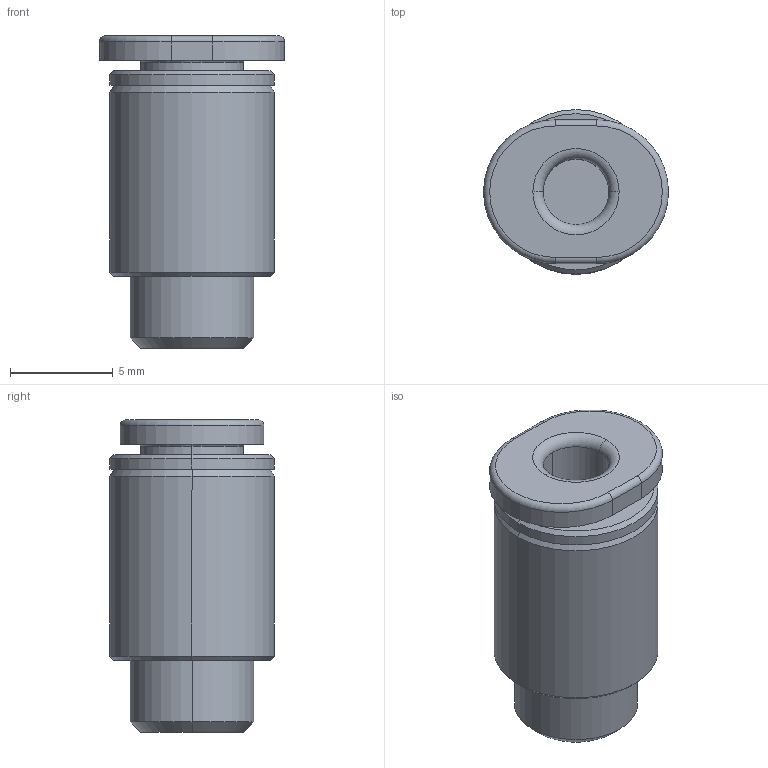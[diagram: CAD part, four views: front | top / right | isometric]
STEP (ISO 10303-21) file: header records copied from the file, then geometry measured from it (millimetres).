
FILE_DESCRIPTION((''),'2;1');
FILE_NAME('PCC03M6C-mdt.stp','2017-07-24T14:30:39',(''),(''),'Mechanical Desktop 2009','Mechanical Desktop 2009',', , ');
FILE_SCHEMA(('CONFIG_CONTROL_DESIGN'));
Length unit declared in the file: millimetre
Products named in the file (4): PCC03M6C-MDTA; PCC03M6C-MDT; COLLAR-L03C-L; COLLAR-C03C
Assembly tree (4 placements, depth 2):
  PCC03M6C-MDTA
    PCC03M6C-MDT
    COLLAR-L03C-L  x2
    COLLAR-C03C
Bounding box: 9 x 8 x 15.2 mm (x, y, z)
Volume: 575.2 mm3; surface area: 628.2 mm2
Topology: 1 solids, 1 shells, 37 faces, 76 edges, 46 vertices
Faces by surface type: cylinder 14, plane 9, cone 8, torus 4, bspline 2
Entity records: 1211 total; most frequent: CARTESIAN_POINT 252, DIRECTION 204, ORIENTED_EDGE 152, AXIS2_PLACEMENT_3D 88, EDGE_CURVE 76, CIRCLE 48, VERTEX_POINT 46, EDGE_LOOP 42
